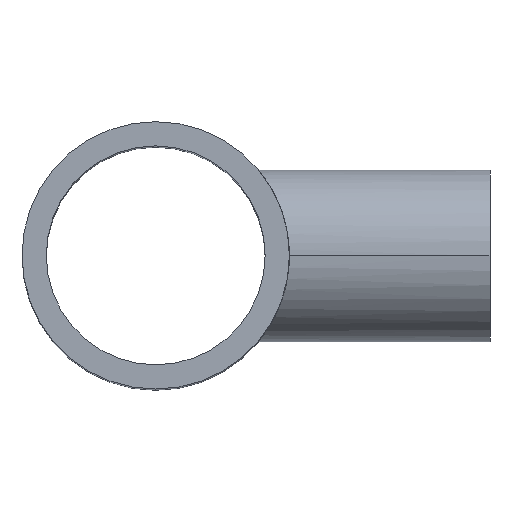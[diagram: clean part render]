
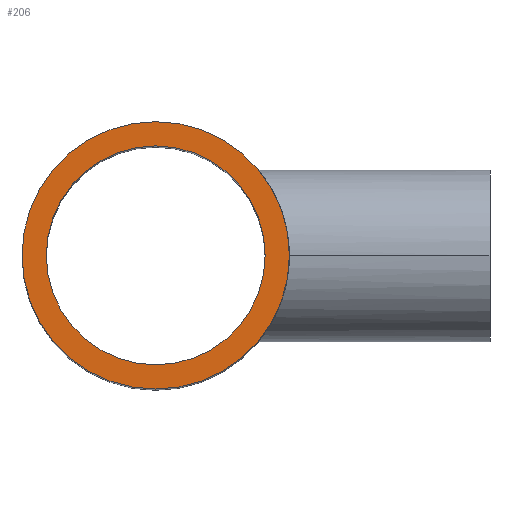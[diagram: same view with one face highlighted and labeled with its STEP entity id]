
A CAD part, top view. The second image highlights one B-rep face of the part: STEP entity #206.
In plain terms, the highlighted planar face has unit normal (0, 0, 1).
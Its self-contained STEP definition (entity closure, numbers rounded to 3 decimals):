
#4 = CIRCLE ( 'NONE', #418, 57.3 ) ;
#10 = EDGE_CURVE ( 'NONE', #171, #243, #4, .T. ) ;
#20 = DIRECTION ( 'NONE',  ( 1., 0., 0. ) ) ;
#40 = FACE_OUTER_BOUND ( 'NONE', #553, .T. ) ;
#56 = CARTESIAN_POINT ( 'NONE',  ( -57.3, 0., 190. ) ) ;
#57 = EDGE_CURVE ( 'NONE', #250, #296, #565, .T. ) ;
#109 = CARTESIAN_POINT ( 'NONE',  ( 0., 0., 190. ) ) ;
#171 = VERTEX_POINT ( 'NONE', #396 ) ;
#203 = PLANE ( 'NONE',  #280 ) ;
#206 = ADVANCED_FACE ( 'NONE', ( #40, #298 ), #203, .T. ) ;
#231 = CARTESIAN_POINT ( 'NONE',  ( 70., 0., 190. ) ) ;
#243 = VERTEX_POINT ( 'NONE', #56 ) ;
#250 = VERTEX_POINT ( 'NONE', #370 ) ;
#280 = AXIS2_PLACEMENT_3D ( 'NONE', #351, #601, #295 ) ;
#283 = ORIENTED_EDGE ( 'NONE', *, *, #626, .F. ) ;
#292 = EDGE_LOOP ( 'NONE', ( #283, #632 ) ) ;
#295 = DIRECTION ( 'NONE',  ( 1., 0., 0. ) ) ;
#296 = VERTEX_POINT ( 'NONE', #231 ) ;
#298 = FACE_BOUND ( 'NONE', #292, .T. ) ;
#316 = DIRECTION ( 'NONE',  ( 1., 0., 0. ) ) ;
#349 = DIRECTION ( 'NONE',  ( 0., 0., 1. ) ) ;
#351 = CARTESIAN_POINT ( 'NONE',  ( 0., 0., 190. ) ) ;
#370 = CARTESIAN_POINT ( 'NONE',  ( -70., 0., 190. ) ) ;
#376 = CIRCLE ( 'NONE', #521, 57.3 ) ;
#389 = ORIENTED_EDGE ( 'NONE', *, *, #559, .T. ) ;
#395 = AXIS2_PLACEMENT_3D ( 'NONE', #616, #471, #622 ) ;
#396 = CARTESIAN_POINT ( 'NONE',  ( 57.3, 0., 190. ) ) ;
#418 = AXIS2_PLACEMENT_3D ( 'NONE', #470, #629, #316 ) ;
#419 = CIRCLE ( 'NONE', #395, 70. ) ;
#420 = DIRECTION ( 'NONE',  ( 1., 0., 0. ) ) ;
#445 = ORIENTED_EDGE ( 'NONE', *, *, #57, .T. ) ;
#460 = AXIS2_PLACEMENT_3D ( 'NONE', #479, #349, #20 ) ;
#468 = DIRECTION ( 'NONE',  ( 0., 0., 1. ) ) ;
#470 = CARTESIAN_POINT ( 'NONE',  ( 0., 0., 190. ) ) ;
#471 = DIRECTION ( 'NONE',  ( 0., 0., 1. ) ) ;
#479 = CARTESIAN_POINT ( 'NONE',  ( 0., 0., 190. ) ) ;
#521 = AXIS2_PLACEMENT_3D ( 'NONE', #109, #468, #420 ) ;
#553 = EDGE_LOOP ( 'NONE', ( #445, #389 ) ) ;
#559 = EDGE_CURVE ( 'NONE', #296, #250, #419, .T. ) ;
#565 = CIRCLE ( 'NONE', #460, 70. ) ;
#601 = DIRECTION ( 'NONE',  ( 0., 0., 1. ) ) ;
#616 = CARTESIAN_POINT ( 'NONE',  ( 0., 0., 190. ) ) ;
#622 = DIRECTION ( 'NONE',  ( 1., 0., 0. ) ) ;
#626 = EDGE_CURVE ( 'NONE', #243, #171, #376, .T. ) ;
#629 = DIRECTION ( 'NONE',  ( 0., 0., 1. ) ) ;
#632 = ORIENTED_EDGE ( 'NONE', *, *, #10, .F. ) ;
